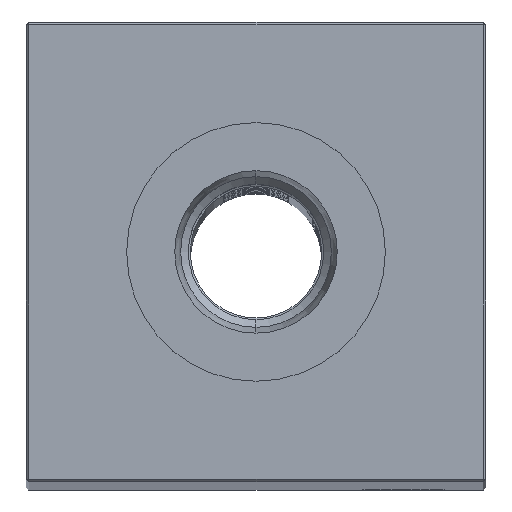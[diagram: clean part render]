
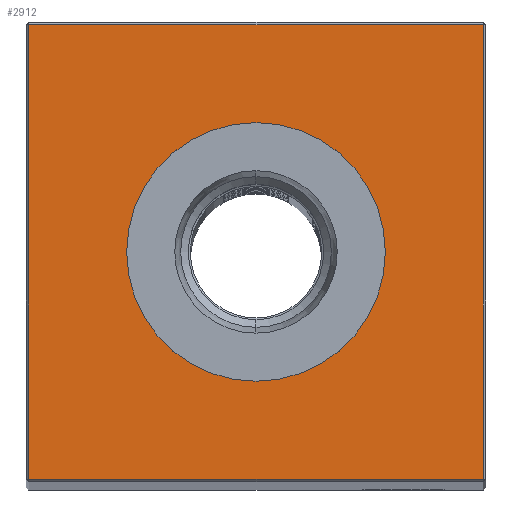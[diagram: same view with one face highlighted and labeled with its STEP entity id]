
A CAD part, top view. The second image highlights one B-rep face of the part: STEP entity #2912.
In plain terms, the highlighted planar face has unit normal (0, 0, 1).
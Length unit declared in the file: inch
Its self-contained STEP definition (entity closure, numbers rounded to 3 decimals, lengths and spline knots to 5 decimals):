
#3 = LINE ( 'NONE', #5347, #25804 ) ;
#188 = LINE ( 'NONE', #12423, #1532 ) ;
#251 = FACE_BOUND ( 'NONE', #8860, .T. ) ;
#651 = DIRECTION ( 'NONE',  ( -1., 0., 0. ) ) ;
#1527 = EDGE_CURVE ( 'NONE', #14665, #18060, #3, .T. ) ;
#1532 = VECTOR ( 'NONE', #30682, 39.37008 ) ;
#2912 = ADVANCED_FACE ( 'NONE', ( #14344, #251 ), #18183, .F. ) ;
#3539 = VERTEX_POINT ( 'NONE', #31285 ) ;
#3711 = ORIENTED_EDGE ( 'NONE', *, *, #10770, .T. ) ;
#4320 = LINE ( 'NONE', #14386, #21886 ) ;
#5347 = CARTESIAN_POINT ( 'NONE',  ( 0., 0.865, 17.75 ) ) ;
#5530 = CARTESIAN_POINT ( 'NONE',  ( 0., -0.49213, 17.75 ) ) ;
#5957 = EDGE_CURVE ( 'NONE', #17492, #14728, #21411, .T. ) ;
#6466 = AXIS2_PLACEMENT_3D ( 'NONE', #17864, #30589, #7948 ) ;
#7948 = DIRECTION ( 'NONE',  ( -1., 0., 0. ) ) ;
#8196 = ORIENTED_EDGE ( 'NONE', *, *, #5957, .T. ) ;
#8860 = EDGE_LOOP ( 'NONE', ( #3711, #8196 ) ) ;
#9294 = CARTESIAN_POINT ( 'NONE',  ( 0.865, 0.865, 17.75 ) ) ;
#9362 = EDGE_CURVE ( 'NONE', #3539, #30147, #188, .T. ) ;
#10169 = AXIS2_PLACEMENT_3D ( 'NONE', #32514, #22291, #24801 ) ;
#10770 = EDGE_CURVE ( 'NONE', #14728, #17492, #20188, .T. ) ;
#11083 = ORIENTED_EDGE ( 'NONE', *, *, #21993, .T. ) ;
#11952 = ORIENTED_EDGE ( 'NONE', *, *, #1527, .T. ) ;
#12423 = CARTESIAN_POINT ( 'NONE',  ( 0., -0.865, 17.75 ) ) ;
#12602 = CARTESIAN_POINT ( 'NONE',  ( 0.865, -0.865, 17.75 ) ) ;
#13124 = DIRECTION ( 'NONE',  ( -1., 0., 0. ) ) ;
#14300 = AXIS2_PLACEMENT_3D ( 'NONE', #18166, #28391, #13124 ) ;
#14344 = FACE_OUTER_BOUND ( 'NONE', #29684, .T. ) ;
#14386 = CARTESIAN_POINT ( 'NONE',  ( 0.865, 0., 17.75 ) ) ;
#14665 = VERTEX_POINT ( 'NONE', #9294 ) ;
#14728 = VERTEX_POINT ( 'NONE', #22688 ) ;
#15103 = ORIENTED_EDGE ( 'NONE', *, *, #32053, .T. ) ;
#17238 = DIRECTION ( 'NONE',  ( 0., 1., 0. ) ) ;
#17492 = VERTEX_POINT ( 'NONE', #5530 ) ;
#17864 = CARTESIAN_POINT ( 'NONE',  ( 0., 0., 17.75 ) ) ;
#18060 = VERTEX_POINT ( 'NONE', #20505 ) ;
#18166 = CARTESIAN_POINT ( 'NONE',  ( 0., 0., 17.75 ) ) ;
#18183 = PLANE ( 'NONE',  #6466 ) ;
#18754 = DIRECTION ( 'NONE',  ( 0., -1., 0. ) ) ;
#19276 = ORIENTED_EDGE ( 'NONE', *, *, #9362, .T. ) ;
#20188 = CIRCLE ( 'NONE', #14300, 0.49213 ) ;
#20505 = CARTESIAN_POINT ( 'NONE',  ( -0.865, 0.865, 17.75 ) ) ;
#21411 = CIRCLE ( 'NONE', #10169, 0.49213 ) ;
#21886 = VECTOR ( 'NONE', #17238, 39.37008 ) ;
#21993 = EDGE_CURVE ( 'NONE', #18060, #3539, #31811, .T. ) ;
#22291 = DIRECTION ( 'NONE',  ( 0., 0., -1. ) ) ;
#22688 = CARTESIAN_POINT ( 'NONE',  ( 0., 0.49213, 17.75 ) ) ;
#24801 = DIRECTION ( 'NONE',  ( -1., 0., 0. ) ) ;
#25804 = VECTOR ( 'NONE', #651, 39.37008 ) ;
#27970 = VECTOR ( 'NONE', #18754, 39.37008 ) ;
#28391 = DIRECTION ( 'NONE',  ( 0., 0., -1. ) ) ;
#28811 = CARTESIAN_POINT ( 'NONE',  ( -0.865, 0., 17.75 ) ) ;
#29684 = EDGE_LOOP ( 'NONE', ( #11083, #19276, #15103, #11952 ) ) ;
#30147 = VERTEX_POINT ( 'NONE', #12602 ) ;
#30589 = DIRECTION ( 'NONE',  ( 0., 0., -1. ) ) ;
#30682 = DIRECTION ( 'NONE',  ( 1., 0., 0. ) ) ;
#31285 = CARTESIAN_POINT ( 'NONE',  ( -0.865, -0.865, 17.75 ) ) ;
#31811 = LINE ( 'NONE', #28811, #27970 ) ;
#32053 = EDGE_CURVE ( 'NONE', #30147, #14665, #4320, .T. ) ;
#32514 = CARTESIAN_POINT ( 'NONE',  ( 0., 0., 17.75 ) ) ;
